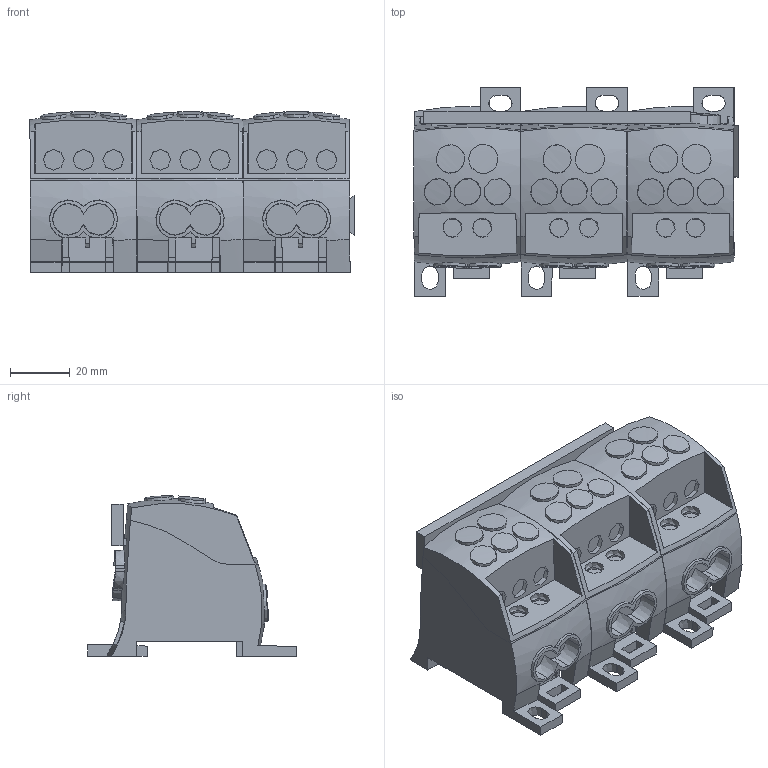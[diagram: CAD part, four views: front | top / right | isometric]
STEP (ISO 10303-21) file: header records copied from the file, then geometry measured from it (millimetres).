
FILE_DESCRIPTION(('CATIA V5 STEP Exchange','CAx-IF Rec.Pracs.--- Model Styling and Organization---1.5--- 2016-08-15','CAx-IF Rec.Pracs.---Supplemental Geometry---1.0---2011-11-01','CAx-IF Rec.Pracs.--- Composite Materials ---1.1---2010-07-15'),'2;1');
FILE_NAME ('1215439-1_1', '2025-09-22T07:35:59+00:00', ('none'), ('Weidmueller'), 'CATIA Version 5-6 Release 2024 SP4', 'CATIA V5 STEP AP214 v3', 'none');
FILE_SCHEMA(('AUTOMOTIVE_DESIGN { 1 0 10303 214 1 1 1 1 }'));
Length unit declared in the file: millimetre
Products named in the file (1): 2725430000
Bounding box: 108.7 x 70 x 53.81 mm (x, y, z)
Volume: 188502.3 mm3; surface area: 59229 mm2
Topology: 4 solids, 4 shells, 522 faces, 2031 edges, 1550 vertices
Faces by surface type: plane 240, cone 156, bspline 69, extrusion 24, revolution 21, cylinder 12
Entity records: 30176 total; most frequent: CARTESIAN_POINT 15842, ORIENTED_EDGE 4062, EDGE_CURVE 2031, VERTEX_POINT 1550, DIRECTION 1382, B_SPLINE_CURVE_WITH_KNOTS 1199, VECTOR 791, LINE 767
